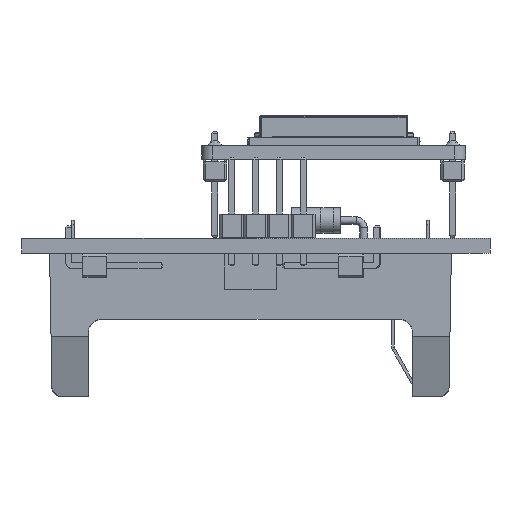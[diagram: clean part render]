
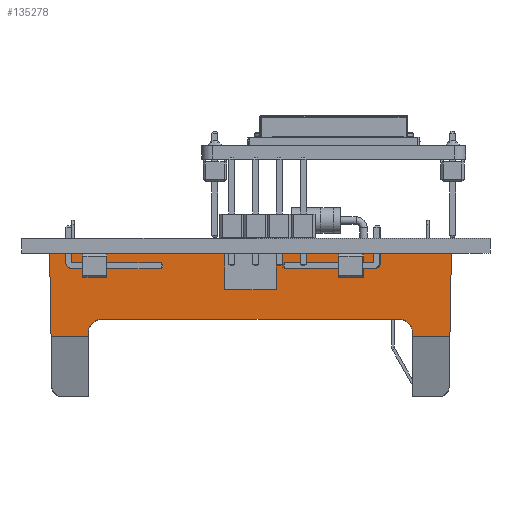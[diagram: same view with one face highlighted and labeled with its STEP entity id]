
A CAD part, front view. The second image highlights one B-rep face of the part: STEP entity #135278.
In plain terms, the highlighted free-form (B-spline) face has degree [1, 1] with [2, 2] control points.
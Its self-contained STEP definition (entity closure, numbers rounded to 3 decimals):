
#135278 = ADVANCED_FACE('',(#135279),#135381,.T.);
#135279 = FACE_BOUND('',#135280,.T.);
#135280 = EDGE_LOOP('',(#135281,#135290,#135297,#135304,#135311,#135318,
    #135325,#135333,#135340,#135348,#135355,#135362,#135369,#135376));
#135281 = ORIENTED_EDGE('',*,*,#135282,.T.);
#135282 = EDGE_CURVE('',#135283,#135285,#135287,.T.);
#135283 = VERTEX_POINT('',#135284);
#135284 = CARTESIAN_POINT('',(140.051,-100.066,
    -4.695));
#135285 = VERTEX_POINT('',#135286);
#135286 = CARTESIAN_POINT('',(133.373,-100.066,
    -4.695));
#135287 = B_SPLINE_CURVE_WITH_KNOTS('',1,(#135288,#135289),
  .UNSPECIFIED.,.F.,.F.,(2,2),(0.,5.515),
  .PIECEWISE_BEZIER_KNOTS.);
#135288 = CARTESIAN_POINT('',(140.051,-100.066,
    -4.695));
#135289 = CARTESIAN_POINT('',(133.373,-100.066,
    -4.695));
#135290 = ORIENTED_EDGE('',*,*,#135291,.T.);
#135291 = EDGE_CURVE('',#135285,#135292,#135294,.T.);
#135292 = VERTEX_POINT('',#135293);
#135293 = CARTESIAN_POINT('',(133.373,-100.066,
    -0.061));
#135294 = B_SPLINE_CURVE_WITH_KNOTS('',1,(#135295,#135296),
  .UNSPECIFIED.,.F.,.F.,(2,2),(-7.655,-3.827),
  .PIECEWISE_BEZIER_KNOTS.);
#135295 = CARTESIAN_POINT('',(133.373,-100.066,
    -4.695));
#135296 = CARTESIAN_POINT('',(133.373,-100.066,
    -0.061));
#135297 = ORIENTED_EDGE('',*,*,#135298,.F.);
#135298 = EDGE_CURVE('',#135299,#135292,#135301,.T.);
#135299 = VERTEX_POINT('',#135300);
#135300 = CARTESIAN_POINT('',(110.724,-100.066,
    -0.061));
#135301 = B_SPLINE_CURVE_WITH_KNOTS('',1,(#135302,#135303),
  .UNSPECIFIED.,.F.,.F.,(2,2),(-21.463,-2.758),
  .PIECEWISE_BEZIER_KNOTS.);
#135302 = CARTESIAN_POINT('',(110.724,-100.066,
    -0.061));
#135303 = CARTESIAN_POINT('',(133.373,-100.066,
    -0.061));
#135304 = ORIENTED_EDGE('',*,*,#135305,.F.);
#135305 = EDGE_CURVE('',#135306,#135299,#135308,.T.);
#135306 = VERTEX_POINT('',#135307);
#135307 = CARTESIAN_POINT('',(110.912,-100.066,
    -10.825));
#135308 = B_SPLINE_CURVE_WITH_KNOTS('',1,(#135309,#135310),
  .UNSPECIFIED.,.F.,.F.,(2,2),(5.353,14.244),
  .PIECEWISE_BEZIER_KNOTS.);
#135309 = CARTESIAN_POINT('',(110.912,-100.066,
    -10.825));
#135310 = CARTESIAN_POINT('',(110.724,-100.066,
    -0.061));
#135311 = ORIENTED_EDGE('',*,*,#135312,.F.);
#135312 = EDGE_CURVE('',#135313,#135306,#135315,.T.);
#135313 = VERTEX_POINT('',#135314);
#135314 = CARTESIAN_POINT('',(115.722,-100.066,
    -10.825));
#135315 = B_SPLINE_CURVE_WITH_KNOTS('',1,(#135316,#135317),
  .UNSPECIFIED.,.F.,.F.,(2,2),(17.336,21.308),
  .PIECEWISE_BEZIER_KNOTS.);
#135316 = CARTESIAN_POINT('',(115.722,-100.066,
    -10.825));
#135317 = CARTESIAN_POINT('',(110.912,-100.066,
    -10.825));
#135318 = ORIENTED_EDGE('',*,*,#135319,.F.);
#135319 = EDGE_CURVE('',#135320,#135313,#135322,.T.);
#135320 = VERTEX_POINT('',#135321);
#135321 = CARTESIAN_POINT('',(115.722,-100.066,
    -10.363));
#135322 = B_SPLINE_CURVE_WITH_KNOTS('',1,(#135323,#135324),
  .UNSPECIFIED.,.F.,.F.,(2,2),(0.,0.381),.PIECEWISE_BEZIER_KNOTS.);
#135323 = CARTESIAN_POINT('',(115.722,-100.066,
    -10.363));
#135324 = CARTESIAN_POINT('',(115.722,-100.066,
    -10.825));
#135325 = ORIENTED_EDGE('',*,*,#135326,.F.);
#135326 = EDGE_CURVE('',#135327,#135320,#135329,.T.);
#135327 = VERTEX_POINT('',#135328);
#135328 = CARTESIAN_POINT('',(117.567,-100.066,
    -8.518));
#135329 = ( BOUNDED_CURVE() B_SPLINE_CURVE(2,(#135330,#135331,#135332),
.UNSPECIFIED.,.F.,.F.) B_SPLINE_CURVE_WITH_KNOTS((3,3),(4.712,
6.283),.PIECEWISE_BEZIER_KNOTS.) CURVE() 
GEOMETRIC_REPRESENTATION_ITEM() RATIONAL_B_SPLINE_CURVE((1.,
0.707,1.)) REPRESENTATION_ITEM('') );
#135330 = CARTESIAN_POINT('',(117.567,-100.066,
    -8.518));
#135331 = CARTESIAN_POINT('',(115.722,-100.066,
    -8.518));
#135332 = CARTESIAN_POINT('',(115.722,-100.066,
    -10.363));
#135333 = ORIENTED_EDGE('',*,*,#135334,.T.);
#135334 = EDGE_CURVE('',#135327,#135335,#135337,.T.);
#135335 = VERTEX_POINT('',#135336);
#135336 = CARTESIAN_POINT('',(155.856,-100.066,
    -8.518));
#135337 = B_SPLINE_CURVE_WITH_KNOTS('',1,(#135338,#135339),
  .UNSPECIFIED.,.F.,.F.,(2,2),(-15.812,15.812),
  .PIECEWISE_BEZIER_KNOTS.);
#135338 = CARTESIAN_POINT('',(117.567,-100.066,
    -8.518));
#135339 = CARTESIAN_POINT('',(155.856,-100.066,
    -8.518));
#135340 = ORIENTED_EDGE('',*,*,#135341,.T.);
#135341 = EDGE_CURVE('',#135335,#135342,#135344,.T.);
#135342 = VERTEX_POINT('',#135343);
#135343 = CARTESIAN_POINT('',(157.702,-100.066,
    -10.363));
#135344 = ( BOUNDED_CURVE() B_SPLINE_CURVE(2,(#135345,#135346,#135347),
.UNSPECIFIED.,.F.,.F.) B_SPLINE_CURVE_WITH_KNOTS((3,3),(4.712,
6.283),.PIECEWISE_BEZIER_KNOTS.) CURVE() 
GEOMETRIC_REPRESENTATION_ITEM() RATIONAL_B_SPLINE_CURVE((1.,
0.707,1.)) REPRESENTATION_ITEM('') );
#135345 = CARTESIAN_POINT('',(155.856,-100.066,
    -8.518));
#135346 = CARTESIAN_POINT('',(157.702,-100.066,
    -8.518));
#135347 = CARTESIAN_POINT('',(157.702,-100.066,
    -10.363));
#135348 = ORIENTED_EDGE('',*,*,#135349,.T.);
#135349 = EDGE_CURVE('',#135342,#135350,#135352,.T.);
#135350 = VERTEX_POINT('',#135351);
#135351 = CARTESIAN_POINT('',(157.702,-100.066,
    -10.825));
#135352 = B_SPLINE_CURVE_WITH_KNOTS('',1,(#135353,#135354),
  .UNSPECIFIED.,.F.,.F.,(2,2),(0.,0.381),.PIECEWISE_BEZIER_KNOTS.);
#135353 = CARTESIAN_POINT('',(157.702,-100.066,
    -10.363));
#135354 = CARTESIAN_POINT('',(157.702,-100.066,
    -10.825));
#135355 = ORIENTED_EDGE('',*,*,#135356,.T.);
#135356 = EDGE_CURVE('',#135350,#135357,#135359,.T.);
#135357 = VERTEX_POINT('',#135358);
#135358 = CARTESIAN_POINT('',(162.511,-100.066,
    -10.825));
#135359 = B_SPLINE_CURVE_WITH_KNOTS('',1,(#135360,#135361),
  .UNSPECIFIED.,.F.,.F.,(2,2),(17.336,21.308),
  .PIECEWISE_BEZIER_KNOTS.);
#135360 = CARTESIAN_POINT('',(157.702,-100.066,
    -10.825));
#135361 = CARTESIAN_POINT('',(162.511,-100.066,
    -10.825));
#135362 = ORIENTED_EDGE('',*,*,#135363,.T.);
#135363 = EDGE_CURVE('',#135357,#135364,#135366,.T.);
#135364 = VERTEX_POINT('',#135365);
#135365 = CARTESIAN_POINT('',(162.699,-100.066,
    -0.061));
#135366 = B_SPLINE_CURVE_WITH_KNOTS('',1,(#135367,#135368),
  .UNSPECIFIED.,.F.,.F.,(2,2),(5.353,14.244),
  .PIECEWISE_BEZIER_KNOTS.);
#135367 = CARTESIAN_POINT('',(162.511,-100.066,
    -10.825));
#135368 = CARTESIAN_POINT('',(162.699,-100.066,
    -0.061));
#135369 = ORIENTED_EDGE('',*,*,#135370,.F.);
#135370 = EDGE_CURVE('',#135371,#135364,#135373,.T.);
#135371 = VERTEX_POINT('',#135372);
#135372 = CARTESIAN_POINT('',(140.051,-100.066,
    -0.061));
#135373 = B_SPLINE_CURVE_WITH_KNOTS('',1,(#135374,#135375),
  .UNSPECIFIED.,.F.,.F.,(2,2),(2.758,21.463),
  .PIECEWISE_BEZIER_KNOTS.);
#135374 = CARTESIAN_POINT('',(140.051,-100.066,
    -0.061));
#135375 = CARTESIAN_POINT('',(162.699,-100.066,
    -0.061));
#135376 = ORIENTED_EDGE('',*,*,#135377,.T.);
#135377 = EDGE_CURVE('',#135371,#135283,#135378,.T.);
#135378 = B_SPLINE_CURVE_WITH_KNOTS('',1,(#135379,#135380),
  .UNSPECIFIED.,.F.,.F.,(2,2),(3.827,7.655),
  .PIECEWISE_BEZIER_KNOTS.);
#135379 = CARTESIAN_POINT('',(140.051,-100.066,
    -0.061));
#135380 = CARTESIAN_POINT('',(140.051,-100.066,
    -4.695));
#135381 = B_SPLINE_SURFACE_WITH_KNOTS('',1,1,(
    (#135382,#135383)
    ,(#135384,#135385
    )),.UNSPECIFIED.,.F.,.F.,.F.,(2,2),(2,2),(0.,8.89),
  (-21.463,21.463),.PIECEWISE_BEZIER_KNOTS.);
#135382 = CARTESIAN_POINT('',(110.724,-100.066,
    -0.061));
#135383 = CARTESIAN_POINT('',(162.699,-100.066,
    -0.061));
#135384 = CARTESIAN_POINT('',(110.724,-100.066,
    -10.825));
#135385 = CARTESIAN_POINT('',(162.699,-100.066,
    -10.825));
